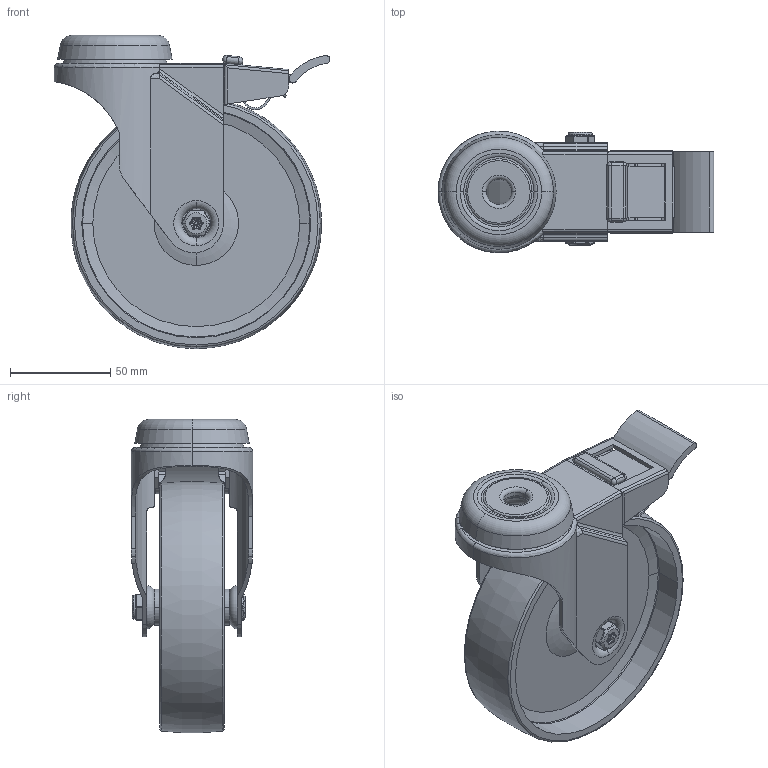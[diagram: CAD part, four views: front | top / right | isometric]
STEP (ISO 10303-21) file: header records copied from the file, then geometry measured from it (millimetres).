
FILE_DESCRIPTION(('STEP AP203'),'1');
FILE_NAME('BZM125NYBH12SWB.STEP','2023-06-19T09:46:29',(' '),(' '),'Spatial InterOp 3D',' ',' ');
FILE_SCHEMA(('CONFIG_CONTROL_DESIGN'));
Length unit declared in the file: metre
Products named in the file (17): BZM125ASBH12SWB; ZINC PLATED PRESSED STEEL HEAD; ZINC PLATED PRESSED STEEL FORKS; ZINC PLATED PRESSED STEEL BRAKE; BLACK NYLON BRAKE PEDAL; BRAKE PAD; BZM125NYBH12SWB; BZM125WNY; NYLON WHEEL; TUBEM10X37; ZINC PLATED AXLE TUBE; BOLTBZM8MM; ZINC PLATED AXLE BOLT; NYLOC NUT; NUT; RUBBER; NYLOCM8Z
Assembly tree (16 placements, depth 4):
  BZM125NYBH12SWB
    BZM125ASBH12SWB
      ZINC PLATED PRESSED STEEL HEAD
      ZINC PLATED PRESSED STEEL FORKS
      ZINC PLATED PRESSED STEEL BRAKE
      BLACK NYLON BRAKE PEDAL
      BRAKE PAD
    BZM125WNY
      NYLON WHEEL
    TUBEM10X37
      ZINC PLATED AXLE TUBE
    BOLTBZM8MM
      ZINC PLATED AXLE BOLT
    NYLOCM8Z
      NYLOC NUT
        NUT
        RUBBER
Bounding box: 137.25 x 60.49 x 155.9 mm (x, y, z)
Volume: 167570.1 mm3; surface area: 107545.4 mm2
Topology: 10 solids, 10 shells, 633 faces, 1618 edges, 1011 vertices
Faces by surface type: cylinder 283, plane 206, torus 78, sphere 36, bspline 18, cone 12
Entity records: 27226 total; most frequent: CARTESIAN_POINT 10618, DIRECTION 3584, ORIENTED_EDGE 3216, EDGE_CURVE 1608, AXIS2_PLACEMENT_3D 1453, VERTEX_POINT 1011, CIRCLE 767, LINE 678
